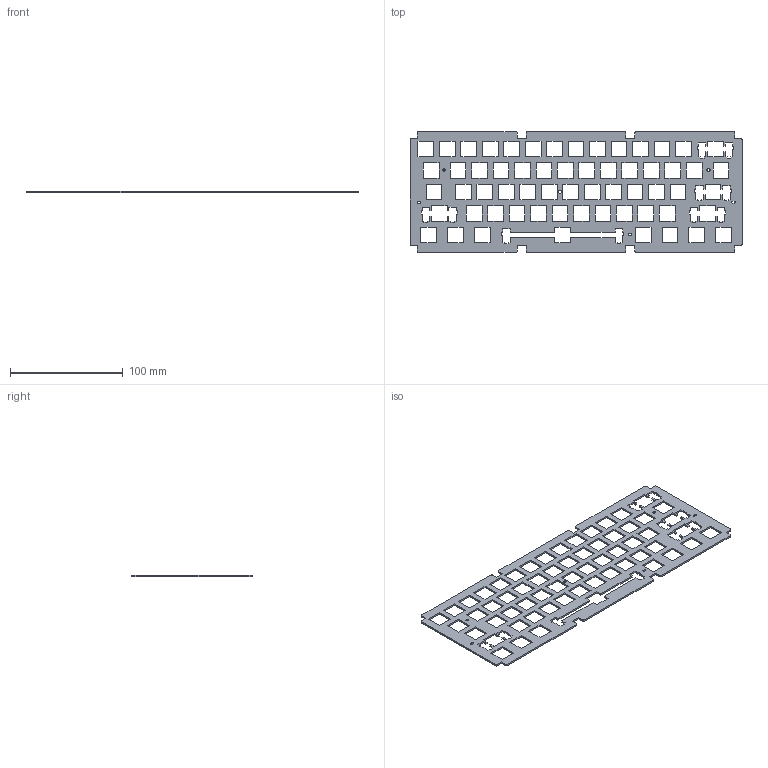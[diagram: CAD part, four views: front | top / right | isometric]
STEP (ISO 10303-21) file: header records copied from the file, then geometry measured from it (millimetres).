
FILE_DESCRIPTION(('HOOPS Exchange Step'),'2;1');
FILE_NAME('temp_export','2024-07-11T01:11:44-16:00',('13271'),('Shapr3D Limited'),'HOOPS Exchange 2024.2','Shapr3D','Authorized');
FILE_SCHEMA( ('AUTOMOTIVE_DESIGN { 1 0 10303 214 1 1 1 1 }') );
Length unit declared in the file: millimetre
Products named in the file (1): plate
Bounding box: 294.69 x 107.25 x 1.5 mm (x, y, z)
Volume: 26925.2 mm3; surface area: 43132.9 mm2
Topology: 1 solids, 1 shells, 476 faces, 1424 edges, 950 vertices
Faces by surface type: plane 444, cylinder 32
Full cylindrical faces by diameter (mm): 2 x1
Entity records: 16042 total; most frequent: CARTESIAN_POINT 2851, ORIENTED_EDGE 2848, DIRECTION 2444, EDGE_CURVE 1424, VECTOR 1358, LINE 1358, VERTEX_POINT 950, EDGE_LOOP 610
